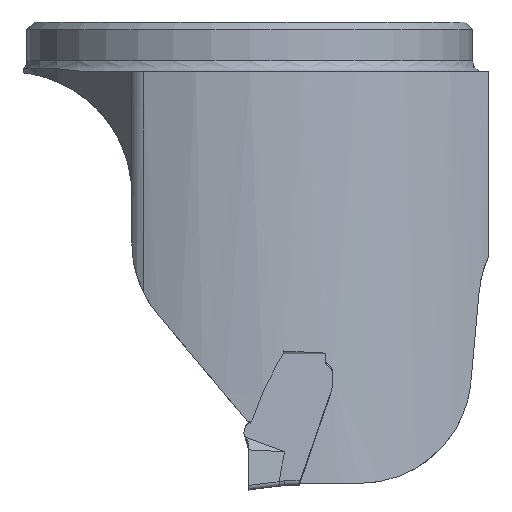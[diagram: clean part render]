
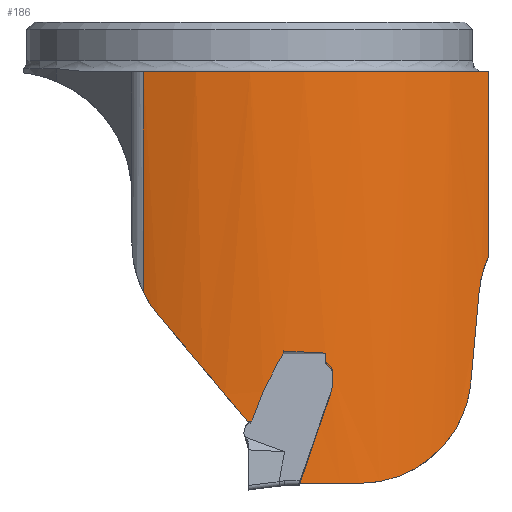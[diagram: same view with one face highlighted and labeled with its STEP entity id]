
A CAD part, left-side view. The second image highlights one B-rep face of the part: STEP entity #186.
In plain terms, the highlighted cylindrical face has radius 28.15 mm (diameter 56.3 mm), a partial arc.
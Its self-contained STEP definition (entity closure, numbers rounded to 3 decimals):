
#186=ADVANCED_FACE('CL_L_SU1',(#287),#258,.T.);
#258=CYLINDRICAL_SURFACE('',#1384,28.15);
#287=FACE_OUTER_BOUND('',#338,.T.);
#338=EDGE_LOOP('',(#648,#649,#650,#651,#652,#653,#654,#655,#656,#657,#658,
#659,#660));
#435=CIRCLE('',#1381,28.15);
#436=CIRCLE('',#1383,28.15);
#474=LINE('',#1835,#530);
#475=LINE('',#1839,#531);
#530=VECTOR('',#1515,1.);
#531=VECTOR('',#1518,1.);
#588=B_SPLINE_CURVE_WITH_KNOTS('',3,(#1830,#1831,#1832,#1833),
 .UNSPECIFIED.,.F.,.F.,(4,4),(0.,1.),.UNSPECIFIED.);
#589=B_SPLINE_CURVE_WITH_KNOTS('',3,(#1841,#1842,#1843,#1844),
 .UNSPECIFIED.,.F.,.F.,(4,4),(0.,1.),.UNSPECIFIED.);
#590=B_SPLINE_CURVE_WITH_KNOTS('',3,(#1848,#1849,#1850,#1851),
 .UNSPECIFIED.,.F.,.F.,(4,4),(0.,1.),.UNSPECIFIED.);
#591=B_SPLINE_CURVE_WITH_KNOTS('',3,(#1853,#1854,#1855,#1856,#1857,#1858,
#1859,#1860,#1861,#1862,#1863,#1864,#1865,#1866,#1867,#1868),
 .UNSPECIFIED.,.F.,.F.,(4,3,3,3,3,4),(0.,0.015,0.164,
0.31,0.602,1.),.UNSPECIFIED.);
#592=B_SPLINE_CURVE_WITH_KNOTS('',3,(#1870,#1871,#1872,#1873),
 .UNSPECIFIED.,.F.,.F.,(4,4),(0.,1.),.UNSPECIFIED.);
#593=B_SPLINE_CURVE_WITH_KNOTS('',3,(#1875,#1876,#1877,#1878,#1879,#1880,
#1881,#1882,#1883,#1884,#1885,#1886,#1887,#1888,#1889,#1890,#1891,#1892),
 .UNSPECIFIED.,.F.,.F.,(4,2,2,2,2,2,2,2,4),(0.,0.5,0.625,
0.75,0.813,0.875,0.906,0.938,1.),.UNSPECIFIED.);
#594=B_SPLINE_CURVE_WITH_KNOTS('',3,(#1896,#1897,#1898,#1899,#1900,#1901,
#1902,#1903),.UNSPECIFIED.,.F.,.F.,(4,2,2,4),(0.,0.5,0.75,1.),
 .UNSPECIFIED.);
#648=ORIENTED_EDGE('',*,*,#1110,.T.);
#649=ORIENTED_EDGE('',*,*,#1111,.T.);
#650=ORIENTED_EDGE('',*,*,#1112,.T.);
#651=ORIENTED_EDGE('',*,*,#1113,.F.);
#652=ORIENTED_EDGE('',*,*,#1114,.F.);
#653=ORIENTED_EDGE('',*,*,#1115,.F.);
#654=ORIENTED_EDGE('',*,*,#1116,.F.);
#655=ORIENTED_EDGE('',*,*,#1117,.T.);
#656=ORIENTED_EDGE('',*,*,#1118,.F.);
#657=ORIENTED_EDGE('',*,*,#1119,.F.);
#658=ORIENTED_EDGE('',*,*,#1120,.F.);
#659=ORIENTED_EDGE('',*,*,#1121,.F.);
#660=ORIENTED_EDGE('',*,*,#1122,.T.);
#990=VERTEX_POINT('',#1828);
#991=VERTEX_POINT('',#1829);
#992=VERTEX_POINT('',#1834);
#993=VERTEX_POINT('',#1836);
#994=VERTEX_POINT('',#1838);
#995=VERTEX_POINT('',#1840);
#996=VERTEX_POINT('',#1845);
#997=VERTEX_POINT('',#1847);
#998=VERTEX_POINT('',#1852);
#999=VERTEX_POINT('',#1869);
#1000=VERTEX_POINT('',#1874);
#1001=VERTEX_POINT('',#1893);
#1002=VERTEX_POINT('',#1895);
#1110=EDGE_CURVE('',#990,#991,#1281,.T.);
#1111=EDGE_CURVE('',#991,#992,#588,.T.);
#1112=EDGE_CURVE('',#992,#993,#474,.T.);
#1113=EDGE_CURVE('',#994,#993,#435,.T.);
#1114=EDGE_CURVE('',#995,#994,#475,.T.);
#1115=EDGE_CURVE('',#996,#995,#589,.T.);
#1116=EDGE_CURVE('',#997,#996,#1282,.T.);
#1117=EDGE_CURVE('',#997,#998,#590,.T.);
#1118=EDGE_CURVE('',#999,#998,#591,.T.);
#1119=EDGE_CURVE('',#1000,#999,#592,.T.);
#1120=EDGE_CURVE('',#1001,#1000,#593,.T.);
#1121=EDGE_CURVE('',#1002,#1001,#436,.T.);
#1122=EDGE_CURVE('',#1002,#990,#594,.T.);
#1281=ELLIPSE('',#1380,309.545,28.15);
#1282=ELLIPSE('',#1382,43.794,28.15);
#1380=AXIS2_PLACEMENT_3D('',#1827,#1513,#1514);
#1381=AXIS2_PLACEMENT_3D('',#1837,#1516,#1517);
#1382=AXIS2_PLACEMENT_3D('',#1846,#1519,#1520);
#1383=AXIS2_PLACEMENT_3D('',#1894,#1521,#1522);
#1384=AXIS2_PLACEMENT_3D('',#1904,#1523,#1524);
#1513=DIRECTION('',(0.,0.996,0.091));
#1514=DIRECTION('',(0.,0.091,-0.996));
#1515=DIRECTION('',(0.,0.,1.));
#1516=DIRECTION('',(0.,0.,1.));
#1517=DIRECTION('',(-1.,0.,0.));
#1518=DIRECTION('',(0.,0.,1.));
#1519=DIRECTION('',(0.,0.766,-0.643));
#1520=DIRECTION('',(0.,-0.643,-0.766));
#1521=DIRECTION('',(0.,0.,-1.));
#1522=DIRECTION('',(-1.,0.,0.));
#1523=DIRECTION('',(0.,0.,-1.));
#1524=DIRECTION('',(-1.,0.,0.));
#1827=CARTESIAN_POINT('',(4.,0.1,-250.869));
#1828=CARTESIAN_POINT('',(-15.851,-19.859,-32.309));
#1829=CARTESIAN_POINT('',(-15.085,-20.592,-24.272));
#1830=CARTESIAN_POINT('',(-15.085,-20.592,-24.272));
#1831=CARTESIAN_POINT('',(-14.969,-20.699,-23.102));
#1832=CARTESIAN_POINT('',(-14.639,-21.006,-22.004));
#1833=CARTESIAN_POINT('',(-14.124,-21.439,-21.035));
#1834=CARTESIAN_POINT('',(-14.124,-21.439,-21.035));
#1835=CARTESIAN_POINT('',(-14.124,-21.439,69.76));
#1836=CARTESIAN_POINT('',(-14.124,-21.439,-4.475));
#1837=CARTESIAN_POINT('',(4.,0.1,-4.475));
#1838=CARTESIAN_POINT('',(-22.524,9.527,-4.475));
#1839=CARTESIAN_POINT('',(-22.524,9.527,-110.675));
#1840=CARTESIAN_POINT('',(-22.524,9.527,-24.267));
#1841=CARTESIAN_POINT('',(-22.952,8.226,-26.258));
#1842=CARTESIAN_POINT('',(-22.796,8.741,-25.644));
#1843=CARTESIAN_POINT('',(-22.65,9.174,-24.981));
#1844=CARTESIAN_POINT('',(-22.524,9.527,-24.267));
#1845=CARTESIAN_POINT('',(-22.952,8.226,-26.258));
#1846=CARTESIAN_POINT('',(4.,0.1,-35.942));
#1847=CARTESIAN_POINT('',(-24.15,0.171,-35.857));
#1848=CARTESIAN_POINT('',(-24.15,0.171,-35.857));
#1849=CARTESIAN_POINT('',(-24.15,0.044,-35.842));
#1850=CARTESIAN_POINT('',(-24.15,-0.084,-35.826));
#1851=CARTESIAN_POINT('',(-24.148,-0.211,-35.81));
#1852=CARTESIAN_POINT('',(-24.148,-0.211,-35.81));
#1853=CARTESIAN_POINT('',(-23.971,-3.07,-29.523));
#1854=CARTESIAN_POINT('',(-23.971,-3.071,-29.557));
#1855=CARTESIAN_POINT('',(-23.971,-3.07,-29.592));
#1856=CARTESIAN_POINT('',(-23.972,-3.061,-29.625));
#1857=CARTESIAN_POINT('',(-23.982,-2.969,-29.958));
#1858=CARTESIAN_POINT('',(-24.008,-2.73,-30.231));
#1859=CARTESIAN_POINT('',(-24.024,-2.561,-30.532));
#1860=CARTESIAN_POINT('',(-24.04,-2.397,-30.825));
#1861=CARTESIAN_POINT('',(-24.054,-2.233,-31.118));
#1862=CARTESIAN_POINT('',(-24.066,-2.069,-31.411));
#1863=CARTESIAN_POINT('',(-24.092,-1.739,-31.998));
#1864=CARTESIAN_POINT('',(-24.109,-1.437,-32.603));
#1865=CARTESIAN_POINT('',(-24.12,-1.196,-33.233));
#1866=CARTESIAN_POINT('',(-24.135,-0.868,-34.092));
#1867=CARTESIAN_POINT('',(-24.145,-0.54,-34.951));
#1868=CARTESIAN_POINT('',(-24.148,-0.211,-35.81));
#1869=CARTESIAN_POINT('',(-23.971,-3.07,-29.523));
#1870=CARTESIAN_POINT('',(-23.291,-6.8,-29.718));
#1871=CARTESIAN_POINT('',(-23.602,-5.573,-29.629));
#1872=CARTESIAN_POINT('',(-23.828,-4.33,-29.564));
#1873=CARTESIAN_POINT('',(-23.971,-3.07,-29.523));
#1874=CARTESIAN_POINT('',(-23.291,-6.8,-29.718));
#1875=CARTESIAN_POINT('',(-23.77,-4.51,-41.4));
#1876=CARTESIAN_POINT('',(-23.659,-5.177,-39.464));
#1877=CARTESIAN_POINT('',(-23.524,-5.843,-37.53));
#1878=CARTESIAN_POINT('',(-23.323,-6.675,-35.114));
#1879=CARTESIAN_POINT('',(-23.281,-6.842,-34.631));
#1880=CARTESIAN_POINT('',(-23.194,-7.174,-33.665));
#1881=CARTESIAN_POINT('',(-23.132,-7.4,-33.185));
#1882=CARTESIAN_POINT('',(-23.132,-7.4,-32.448));
#1883=CARTESIAN_POINT('',(-23.133,-7.4,-32.202));
#1884=CARTESIAN_POINT('',(-23.132,-7.4,-31.711));
#1885=CARTESIAN_POINT('',(-23.114,-7.468,-31.469));
#1886=CARTESIAN_POINT('',(-23.159,-7.302,-31.093));
#1887=CARTESIAN_POINT('',(-23.209,-7.12,-30.961));
#1888=CARTESIAN_POINT('',(-23.285,-6.825,-30.702));
#1889=CARTESIAN_POINT('',(-23.29,-6.803,-30.578));
#1890=CARTESIAN_POINT('',(-23.292,-6.796,-30.209));
#1891=CARTESIAN_POINT('',(-23.291,-6.8,-29.964));
#1892=CARTESIAN_POINT('',(-23.291,-6.8,-29.718));
#1893=CARTESIAN_POINT('',(-23.77,-4.51,-41.4));
#1894=CARTESIAN_POINT('',(4.,0.1,-41.4));
#1895=CARTESIAN_POINT('',(-22.314,-9.9,-41.4));
#1896=CARTESIAN_POINT('',(-22.314,-9.9,-41.4));
#1897=CARTESIAN_POINT('',(-21.344,-12.452,-41.4));
#1898=CARTESIAN_POINT('',(-20.013,-14.754,-40.461));
#1899=CARTESIAN_POINT('',(-18.056,-17.427,-38.091));
#1900=CARTESIAN_POINT('',(-17.431,-18.169,-37.163));
#1901=CARTESIAN_POINT('',(-16.375,-19.34,-34.933));
#1902=CARTESIAN_POINT('',(-15.976,-19.735,-33.668));
#1903=CARTESIAN_POINT('',(-15.851,-19.859,-32.309));
#1904=CARTESIAN_POINT('',(4.,0.1,69.76));
